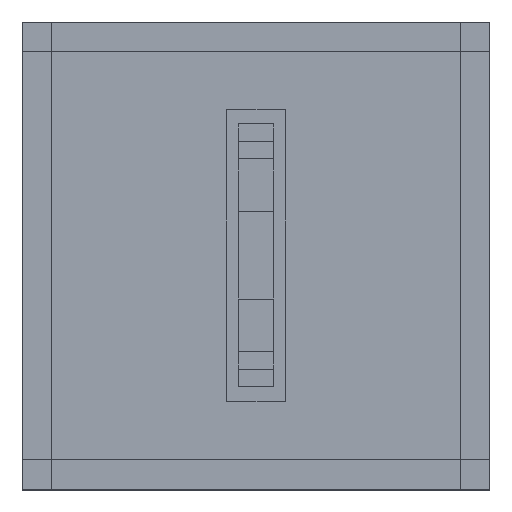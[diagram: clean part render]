
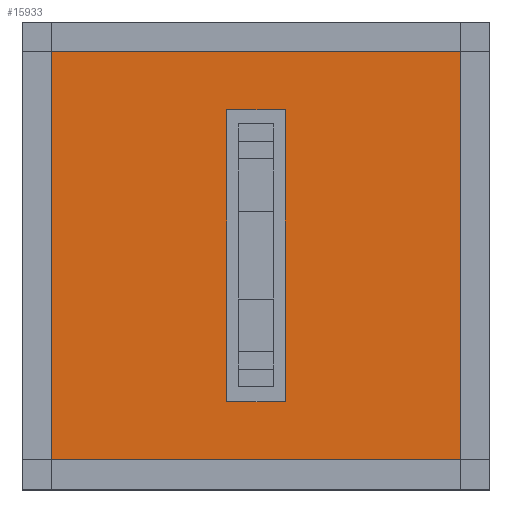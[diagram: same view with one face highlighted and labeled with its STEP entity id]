
A CAD part, top view. The second image highlights one B-rep face of the part: STEP entity #15933.
In plain terms, the highlighted planar face has unit normal (0, 0, 1).
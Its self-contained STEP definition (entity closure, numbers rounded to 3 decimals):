
#47=FACE_BOUND('',#1888,.T.);
#892=FACE_OUTER_BOUND('',#1887,.T.);
#1887=EDGE_LOOP('',(#13296,#13297,#13298,#13299));
#1888=EDGE_LOOP('',(#13300,#13301,#13302,#13303));
#3810=LINE('',#24698,#6001);
#3814=LINE('',#24706,#6005);
#3817=LINE('',#24712,#6008);
#3820=LINE('',#24717,#6011);
#3822=LINE('',#24722,#6013);
#3826=LINE('',#24730,#6017);
#3829=LINE('',#24736,#6020);
#3832=LINE('',#24741,#6023);
#6001=VECTOR('',#20531,100.);
#6005=VECTOR('',#20537,100.);
#6008=VECTOR('',#20542,100.);
#6011=VECTOR('',#20547,100.);
#6013=VECTOR('',#20551,100.);
#6017=VECTOR('',#20557,100.);
#6020=VECTOR('',#20562,100.);
#6023=VECTOR('',#20567,100.);
#7230=VERTEX_POINT('',#24696);
#7231=VERTEX_POINT('',#24697);
#7234=VERTEX_POINT('',#24705);
#7236=VERTEX_POINT('',#24711);
#7238=VERTEX_POINT('',#24720);
#7239=VERTEX_POINT('',#24721);
#7242=VERTEX_POINT('',#24729);
#7244=VERTEX_POINT('',#24735);
#9260=EDGE_CURVE('',#7230,#7231,#3810,.T.);
#9264=EDGE_CURVE('',#7231,#7234,#3814,.T.);
#9267=EDGE_CURVE('',#7234,#7236,#3817,.T.);
#9270=EDGE_CURVE('',#7236,#7230,#3820,.T.);
#9272=EDGE_CURVE('',#7238,#7239,#3822,.T.);
#9276=EDGE_CURVE('',#7242,#7238,#3826,.T.);
#9279=EDGE_CURVE('',#7239,#7244,#3829,.T.);
#9282=EDGE_CURVE('',#7244,#7242,#3832,.T.);
#13296=ORIENTED_EDGE('',*,*,#9276,.T.);
#13297=ORIENTED_EDGE('',*,*,#9272,.T.);
#13298=ORIENTED_EDGE('',*,*,#9279,.T.);
#13299=ORIENTED_EDGE('',*,*,#9282,.T.);
#13300=ORIENTED_EDGE('',*,*,#9267,.T.);
#13301=ORIENTED_EDGE('',*,*,#9270,.T.);
#13302=ORIENTED_EDGE('',*,*,#9260,.T.);
#13303=ORIENTED_EDGE('',*,*,#9264,.T.);
#14948=PLANE('',#16966);
#15933=ADVANCED_FACE('',(#892,#47),#14948,.T.);
#16966=AXIS2_PLACEMENT_3D('',#24768,#20591,#20592);
#20531=DIRECTION('',(0.,-1.,0.));
#20537=DIRECTION('',(-1.,0.,0.));
#20542=DIRECTION('',(0.,1.,0.));
#20547=DIRECTION('',(1.,0.,0.));
#20551=DIRECTION('',(-1.,0.,0.));
#20557=DIRECTION('',(0.,1.,0.));
#20562=DIRECTION('',(0.,-1.,0.));
#20567=DIRECTION('',(1.,0.,0.));
#20591=DIRECTION('center_axis',(0.,0.,1.));
#20592=DIRECTION('ref_axis',(1.,0.,0.));
#24696=CARTESIAN_POINT('',(90.,130.,155.));
#24697=CARTESIAN_POINT('',(90.,30.,155.));
#24698=CARTESIAN_POINT('',(90.,55.,155.));
#24705=CARTESIAN_POINT('',(70.,30.,155.));
#24706=CARTESIAN_POINT('',(75.,30.,155.));
#24711=CARTESIAN_POINT('',(70.,130.,155.));
#24712=CARTESIAN_POINT('',(70.,105.,155.));
#24717=CARTESIAN_POINT('',(85.,130.,155.));
#24720=CARTESIAN_POINT('',(150.,150.,155.));
#24721=CARTESIAN_POINT('',(10.,150.,155.));
#24722=CARTESIAN_POINT('',(45.,150.,155.));
#24729=CARTESIAN_POINT('',(150.,10.,155.));
#24730=CARTESIAN_POINT('',(150.,115.,155.));
#24735=CARTESIAN_POINT('',(10.,10.,155.));
#24736=CARTESIAN_POINT('',(10.,45.,155.));
#24741=CARTESIAN_POINT('',(115.,10.,155.));
#24768=CARTESIAN_POINT('Origin',(80.,80.,155.));
